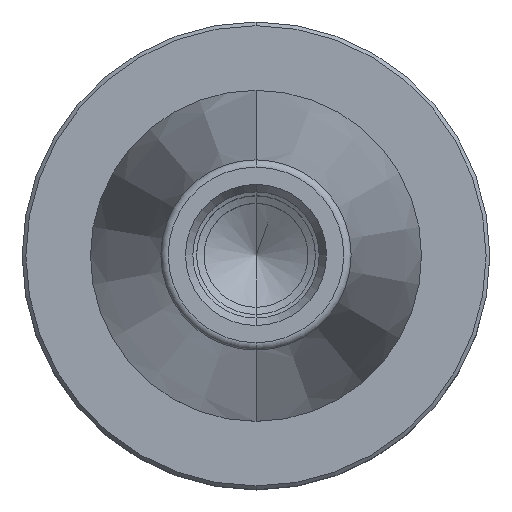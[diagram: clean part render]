
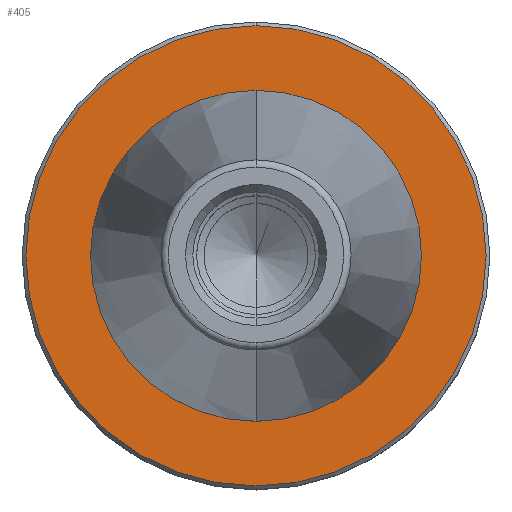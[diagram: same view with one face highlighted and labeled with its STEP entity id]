
A CAD part, top view. The second image highlights one B-rep face of the part: STEP entity #405.
In plain terms, the highlighted planar face has unit normal (0, 0, 1).
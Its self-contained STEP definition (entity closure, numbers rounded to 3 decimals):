
#381=VERTEX_POINT('',#928);
#405=ADVANCED_FACE('',(#953,#954),#955,.T.);
#435=EDGE_CURVE('',#381,#725,#989,.T.);
#571=VERTEX_POINT('',#1147);
#573=EDGE_CURVE('',#607,#571,#1149,.T.);
#607=VERTEX_POINT('',#1192);
#703=EDGE_CURVE('',#725,#381,#1299,.T.);
#725=VERTEX_POINT('',#1322);
#771=EDGE_CURVE('',#571,#607,#1375,.T.);
#928=CARTESIAN_POINT('',(0.,-31.0,-2.0));
#953=FACE_OUTER_BOUND('',#1601,.T.);
#954=FACE_BOUND('',#1602,.T.);
#955=PLANE('',#1603);
#989=CIRCLE('',#1651,31.0);
#1147=CARTESIAN_POINT('',(0.0,22.298,-2.0));
#1149=CIRCLE('',#1840,22.298);
#1192=CARTESIAN_POINT('',(0.,-22.298,-2.0));
#1299=CIRCLE('',#2039,31.0);
#1322=CARTESIAN_POINT('',(0.0,31.0,-2.0));
#1375=CIRCLE('',#2136,22.298);
#1601=EDGE_LOOP('',(#2358,#2359));
#1602=EDGE_LOOP('',(#2360,#2361));
#1603=AXIS2_PLACEMENT_3D('',#2362,#2363,#2364);
#1651=AXIS2_PLACEMENT_3D('',#2403,#2404,#2405);
#1840=AXIS2_PLACEMENT_3D('',#2617,#2618,#2619);
#2039=AXIS2_PLACEMENT_3D('',#2826,#2827,#2828);
#2136=AXIS2_PLACEMENT_3D('',#2924,#2925,#2926);
#2358=ORIENTED_EDGE('',*,*,#703,.F.);
#2359=ORIENTED_EDGE('',*,*,#435,.F.);
#2360=ORIENTED_EDGE('',*,*,#771,.T.);
#2361=ORIENTED_EDGE('',*,*,#573,.T.);
#2362=CARTESIAN_POINT('',(0.0,26.649,-2.0));
#2363=DIRECTION('',(-0.0,0.0,1.0));
#2364=DIRECTION('',(0.0,-1.0,0.0));
#2403=CARTESIAN_POINT('',(0.0,0.0,-2.0));
#2404=DIRECTION('',(0.0,0.0,-1.0));
#2405=DIRECTION('',(0.0,1.0,0.0));
#2617=CARTESIAN_POINT('',(0.0,0.0,-2.0));
#2618=DIRECTION('',(0.0,0.0,-1.0));
#2619=DIRECTION('',(0.0,1.0,0.0));
#2826=CARTESIAN_POINT('',(0.0,0.0,-2.0));
#2827=DIRECTION('',(0.0,0.0,-1.0));
#2828=DIRECTION('',(0.0,1.0,0.0));
#2924=CARTESIAN_POINT('',(0.0,0.0,-2.0));
#2925=DIRECTION('',(0.0,0.0,-1.0));
#2926=DIRECTION('',(0.0,1.0,0.0));
